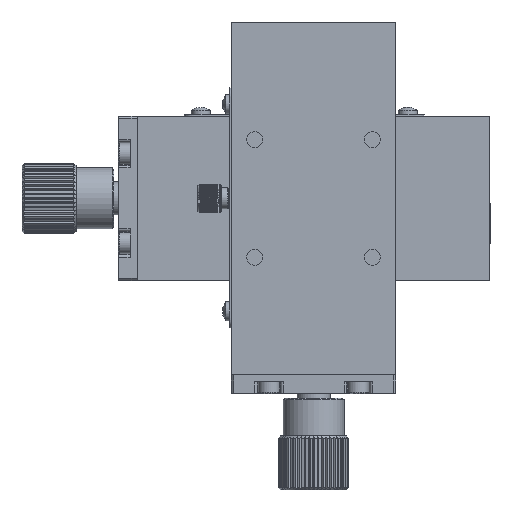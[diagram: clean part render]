
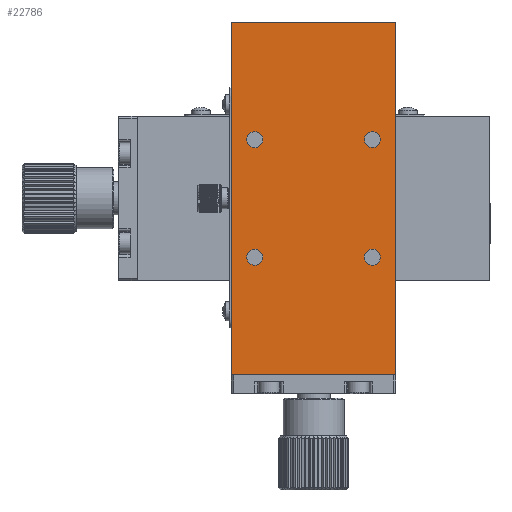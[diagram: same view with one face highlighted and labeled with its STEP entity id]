
A CAD part, front view. The second image highlights one B-rep face of the part: STEP entity #22786.
In plain terms, the highlighted planar face has unit normal (0, -1, 0).
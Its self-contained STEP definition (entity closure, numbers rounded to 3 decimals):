
#189 = VERTEX_POINT ( 'NONE', #28094 ) ;
#852 = FACE_BOUND ( 'NONE', #12958, .T. ) ;
#2457 = DIRECTION ( 'NONE',  ( 0., 0., 1. ) ) ;
#2543 = EDGE_CURVE ( 'NONE', #28832, #24766, #48467, .T. ) ;
#3111 = CIRCLE ( 'NONE', #31248, 1.7 ) ;
#3304 = EDGE_LOOP ( 'NONE', ( #12246 ) ) ;
#5979 = DIRECTION ( 'NONE',  ( 0., -1., 0. ) ) ;
#7809 = EDGE_CURVE ( 'NONE', #41212, #41212, #43888, .T. ) ;
#7950 = ORIENTED_EDGE ( 'NONE', *, *, #16085, .F. ) ;
#9430 = DIRECTION ( 'NONE',  ( 0., 0., -1. ) ) ;
#9595 = EDGE_CURVE ( 'NONE', #47560, #189, #12630, .T. ) ;
#10136 = EDGE_CURVE ( 'NONE', #189, #28832, #22373, .T. ) ;
#10998 = CARTESIAN_POINT ( 'NONE',  ( 17.5, 0., -75. ) ) ;
#11328 = AXIS2_PLACEMENT_3D ( 'NONE', #20484, #16345, #39971 ) ;
#11536 = CARTESIAN_POINT ( 'NONE',  ( 17.5, 0., 0. ) ) ;
#11556 = VECTOR ( 'NONE', #9430, 1000. ) ;
#12246 = ORIENTED_EDGE ( 'NONE', *, *, #31243, .F. ) ;
#12630 = LINE ( 'NONE', #11536, #19451 ) ;
#12732 = CARTESIAN_POINT ( 'NONE',  ( 12.5, 0., -23.3 ) ) ;
#12958 = EDGE_LOOP ( 'NONE', ( #7950 ) ) ;
#13382 = EDGE_LOOP ( 'NONE', ( #22268, #51574, #27774, #16438 ) ) ;
#13640 = EDGE_LOOP ( 'NONE', ( #17377 ) ) ;
#14308 = DIRECTION ( 'NONE',  ( -1., 0., 0. ) ) ;
#15610 = VECTOR ( 'NONE', #50200, 1000. ) ;
#16085 = EDGE_CURVE ( 'NONE', #19357, #19357, #27821, .T. ) ;
#16345 = DIRECTION ( 'NONE',  ( 0., -1., 0. ) ) ;
#16438 = ORIENTED_EDGE ( 'NONE', *, *, #9595, .F. ) ;
#17377 = ORIENTED_EDGE ( 'NONE', *, *, #42280, .F. ) ;
#17859 = FACE_BOUND ( 'NONE', #50398, .T. ) ;
#18983 = AXIS2_PLACEMENT_3D ( 'NONE', #52031, #30553, #2457 ) ;
#19357 = VERTEX_POINT ( 'NONE', #43375 ) ;
#19451 = VECTOR ( 'NONE', #50101, 1000. ) ;
#20484 = CARTESIAN_POINT ( 'NONE',  ( -12.5, 0., -25. ) ) ;
#21403 = AXIS2_PLACEMENT_3D ( 'NONE', #30534, #47889, #47633 ) ;
#22268 = ORIENTED_EDGE ( 'NONE', *, *, #29411, .F. ) ;
#22373 = LINE ( 'NONE', #34248, #11556 ) ;
#22545 = FACE_BOUND ( 'NONE', #13640, .T. ) ;
#22786 = ADVANCED_FACE ( 'NONE', ( #52281, #43775, #852, #22545, #17859 ), #52014, .F. ) ;
#23766 = CARTESIAN_POINT ( 'NONE',  ( -17.5, 0., -75. ) ) ;
#24575 = CARTESIAN_POINT ( 'NONE',  ( -17.5, 0., -75. ) ) ;
#24766 = VERTEX_POINT ( 'NONE', #23766 ) ;
#27774 = ORIENTED_EDGE ( 'NONE', *, *, #10136, .F. ) ;
#27821 = CIRCLE ( 'NONE', #37528, 1.7 ) ;
#28094 = CARTESIAN_POINT ( 'NONE',  ( 17.5, 0., 0. ) ) ;
#28159 = LINE ( 'NONE', #24575, #15610 ) ;
#28832 = VERTEX_POINT ( 'NONE', #47298 ) ;
#29411 = EDGE_CURVE ( 'NONE', #24766, #47560, #28159, .T. ) ;
#29914 = ORIENTED_EDGE ( 'NONE', *, *, #7809, .F. ) ;
#30534 = CARTESIAN_POINT ( 'NONE',  ( 17.5, 0., -75. ) ) ;
#30553 = DIRECTION ( 'NONE',  ( 0., -1., 0. ) ) ;
#31015 = DIRECTION ( 'NONE',  ( 0., 0., 1. ) ) ;
#31243 = EDGE_CURVE ( 'NONE', #42503, #42503, #46269, .T. ) ;
#31248 = AXIS2_PLACEMENT_3D ( 'NONE', #47583, #5979, #31015 ) ;
#34248 = CARTESIAN_POINT ( 'NONE',  ( 17.5, 0., -75. ) ) ;
#37478 = CARTESIAN_POINT ( 'NONE',  ( -12.5, 0., -48.3 ) ) ;
#37528 = AXIS2_PLACEMENT_3D ( 'NONE', #38588, #38041, #50689 ) ;
#38041 = DIRECTION ( 'NONE',  ( 0., -1., 0. ) ) ;
#38588 = CARTESIAN_POINT ( 'NONE',  ( 12.5, 0., -50. ) ) ;
#39971 = DIRECTION ( 'NONE',  ( 0., 0., 1. ) ) ;
#40175 = CARTESIAN_POINT ( 'NONE',  ( -17.5, 0., 0. ) ) ;
#41212 = VERTEX_POINT ( 'NONE', #49183 ) ;
#42174 = VERTEX_POINT ( 'NONE', #37478 ) ;
#42280 = EDGE_CURVE ( 'NONE', #42174, #42174, #3111, .T. ) ;
#42503 = VERTEX_POINT ( 'NONE', #12732 ) ;
#42570 = VECTOR ( 'NONE', #14308, 1000. ) ;
#43375 = CARTESIAN_POINT ( 'NONE',  ( 12.5, 0., -48.3 ) ) ;
#43775 = FACE_BOUND ( 'NONE', #3304, .T. ) ;
#43888 = CIRCLE ( 'NONE', #11328, 1.7 ) ;
#46269 = CIRCLE ( 'NONE', #18983, 1.7 ) ;
#47298 = CARTESIAN_POINT ( 'NONE',  ( 17.5, 0., -75. ) ) ;
#47560 = VERTEX_POINT ( 'NONE', #40175 ) ;
#47583 = CARTESIAN_POINT ( 'NONE',  ( -12.5, 0., -50. ) ) ;
#47633 = DIRECTION ( 'NONE',  ( 0., 0., 1. ) ) ;
#47889 = DIRECTION ( 'NONE',  ( 0., 1., 0. ) ) ;
#48467 = LINE ( 'NONE', #10998, #42570 ) ;
#49183 = CARTESIAN_POINT ( 'NONE',  ( -12.5, 0., -23.3 ) ) ;
#50101 = DIRECTION ( 'NONE',  ( 1., 0., 0. ) ) ;
#50200 = DIRECTION ( 'NONE',  ( 0., 0., 1. ) ) ;
#50398 = EDGE_LOOP ( 'NONE', ( #29914 ) ) ;
#50689 = DIRECTION ( 'NONE',  ( 0., 0., 1. ) ) ;
#51574 = ORIENTED_EDGE ( 'NONE', *, *, #2543, .F. ) ;
#52014 = PLANE ( 'NONE',  #21403 ) ;
#52031 = CARTESIAN_POINT ( 'NONE',  ( 12.5, 0., -25. ) ) ;
#52281 = FACE_OUTER_BOUND ( 'NONE', #13382, .T. ) ;
